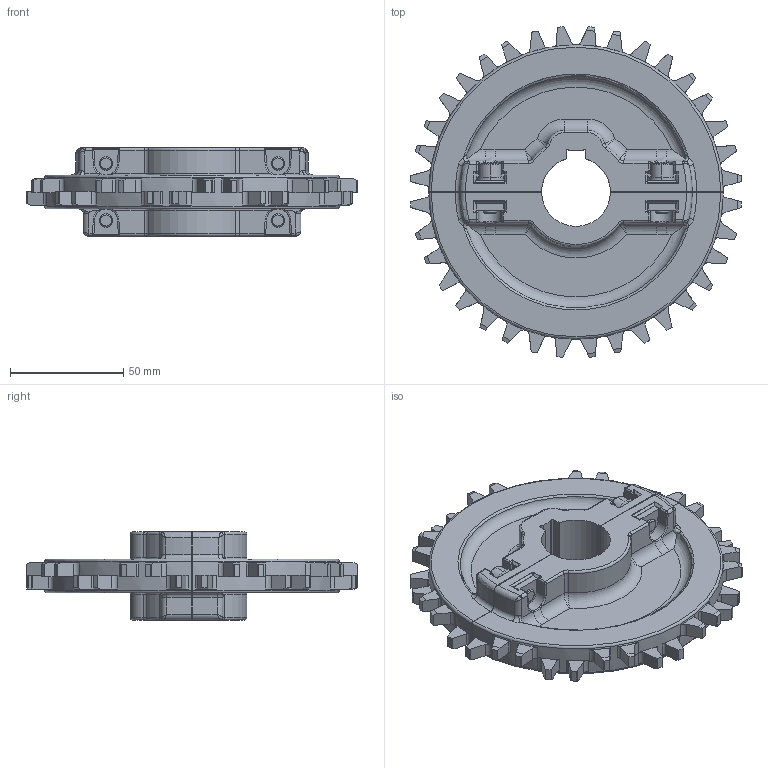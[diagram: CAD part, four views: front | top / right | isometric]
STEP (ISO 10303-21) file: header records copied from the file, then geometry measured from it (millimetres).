
FILE_DESCRIPTION (( 'STEP AP214' ), '1' );
FILE_NAME ('Rexnord-SSW 1000 SPLIT SPROCKETS WIDE HUB-SSW 1000 18-30.STEP', '2020-11-23T10:32:02', ( '' ), ( '' ), 'SwSTEP 2.0', 'SolidWorks 2020', '' );
FILE_SCHEMA (( 'AUTOMOTIVE_DESIGN' ));
Length unit declared in the file: millimetre
Products named in the file (5): Rexnord-SSW 1000 SPLIT SPROCKETS WIDE HUB-SSW 1000 18-30_Screw; Rexnord-SSW 1000 SPLIT SPROCKETS WIDE HUB-SSW 1000 18-30_SSW_1000_SSW 1000 18-30; Rexnord-SSW 1000 SPLIT SPROCKETS WIDE HUB-SSW 1000 18-30_Allen_Bolt; Rexnord-SSW 1000 SPLIT SPROCKETS WIDE HUB-SSW 1000 18-30_Wisher; Rexnord-SSW 1000 SPLIT SPROCKETS WIDE HUB-SSW 1000 18-30
Assembly tree (13 placements, depth 2):
  Rexnord-SSW 1000 SPLIT SPROCKETS WIDE HUB-SSW 1000 18-30
    Rexnord-SSW 1000 SPLIT SPROCKETS WIDE HUB-SSW 1000 18-30_SSW_1000_SSW 1000 18-30
    Rexnord-SSW 1000 SPLIT SPROCKETS WIDE HUB-SSW 1000 18-30_Screw  x4
    Rexnord-SSW 1000 SPLIT SPROCKETS WIDE HUB-SSW 1000 18-30_Wisher  x4
    Rexnord-SSW 1000 SPLIT SPROCKETS WIDE HUB-SSW 1000 18-30_Allen_Bolt  x4
Bounding box: 146.18 x 146.33 x 39 mm (x, y, z)
Volume: 214688.5 mm3; surface area: 63173.5 mm2
Topology: 16 solids, 16 shells, 1236 faces, 3208 edges, 2002 vertices
Faces by surface type: plane 479, cylinder 475, bspline 164, torus 78, cone 40
Entity records: 38786 total; most frequent: CARTESIAN_POINT 12076, ORIENTED_EDGE 5876, DIRECTION 5312, EDGE_CURVE 2938, AXIS2_PLACEMENT_3D 1926, VERTEX_POINT 1852, VECTOR 1460, LINE 1460
